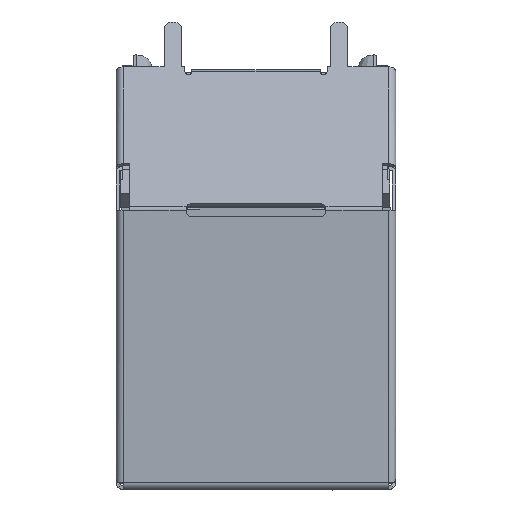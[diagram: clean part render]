
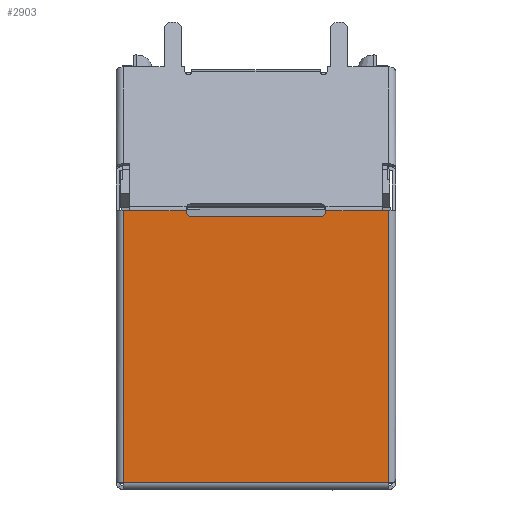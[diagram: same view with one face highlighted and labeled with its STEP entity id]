
A CAD part, top view. The second image highlights one B-rep face of the part: STEP entity #2903.
In plain terms, the highlighted planar face has unit normal (0, 0, 1).
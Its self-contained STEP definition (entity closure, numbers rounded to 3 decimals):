
#2903=ADVANCED_FACE('',(#7093),#7094,.T.);
#7093=FACE_OUTER_BOUND('',#10562,.T.);
#7094=PLANE('',#10563);
#10562=EDGE_LOOP('',(#19066,#19067,#19068,#19069,#19070,#19071,#19072,#19073,#19074,#19075,#19076,#19077,#19078,#19079));
#10563=AXIS2_PLACEMENT_3D('',#19080,#19081,#19082);
#19066=ORIENTED_EDGE('',*,*,#28013,.F.);
#19067=ORIENTED_EDGE('',*,*,#28014,.F.);
#19068=ORIENTED_EDGE('',*,*,#28015,.F.);
#19069=ORIENTED_EDGE('',*,*,#28016,.T.);
#19070=ORIENTED_EDGE('',*,*,#28006,.T.);
#19071=ORIENTED_EDGE('',*,*,#28017,.T.);
#19072=ORIENTED_EDGE('',*,*,#28018,.T.);
#19073=ORIENTED_EDGE('',*,*,#28019,.T.);
#19074=ORIENTED_EDGE('',*,*,#28020,.T.);
#19075=ORIENTED_EDGE('',*,*,#28021,.T.);
#19076=ORIENTED_EDGE('',*,*,#28009,.T.);
#19077=ORIENTED_EDGE('',*,*,#28022,.F.);
#19078=ORIENTED_EDGE('',*,*,#28023,.T.);
#19079=ORIENTED_EDGE('',*,*,#27998,.T.);
#19080=CARTESIAN_POINT('',(0.,0.,8.35));
#19081=DIRECTION('',(0.,0.,1.0));
#19082=DIRECTION('',(0.,-1.0,0.));
#27998=EDGE_CURVE('',#33972,#33970,#33973,.T.);
#28006=EDGE_CURVE('',#33981,#33985,#33987,.T.);
#28009=EDGE_CURVE('',#33993,#33991,#33994,.T.);
#28013=EDGE_CURVE('',#33998,#33970,#33999,.T.);
#28014=EDGE_CURVE('',#34000,#33998,#34001,.T.);
#28015=EDGE_CURVE('',#34002,#34000,#34003,.T.);
#28016=EDGE_CURVE('',#34002,#33981,#34004,.T.);
#28017=EDGE_CURVE('',#33985,#34005,#34006,.T.);
#28018=EDGE_CURVE('',#34005,#34007,#34008,.T.);
#28019=EDGE_CURVE('',#34007,#34009,#34010,.T.);
#28020=EDGE_CURVE('',#34009,#34011,#34012,.T.);
#28021=EDGE_CURVE('',#34011,#33993,#34013,.T.);
#28022=EDGE_CURVE('',#34014,#33991,#34015,.T.);
#28023=EDGE_CURVE('',#34014,#33972,#34016,.T.);
#33970=VERTEX_POINT('',#41517);
#33972=VERTEX_POINT('',#41522);
#33973=LINE('',#41523,#41524);
#33981=VERTEX_POINT('',#41536);
#33985=VERTEX_POINT('',#41542);
#33987=LINE('',#41545,#41546);
#33991=VERTEX_POINT('',#41551);
#33993=VERTEX_POINT('',#41554);
#33994=LINE('',#41555,#41556);
#33998=VERTEX_POINT('',#41561);
#33999=CIRCLE('',#41562,0.3);
#34000=VERTEX_POINT('',#41563);
#34001=LINE('',#41564,#41565);
#34002=VERTEX_POINT('',#41566);
#34003=CIRCLE('',#41567,0.3);
#34004=LINE('',#41568,#41569);
#34005=VERTEX_POINT('',#41570);
#34006=LINE('',#41571,#41572);
#34007=VERTEX_POINT('',#41573);
#34008=LINE('',#41574,#41575);
#34009=VERTEX_POINT('',#41576);
#34010=LINE('',#41577,#41578);
#34011=VERTEX_POINT('',#41579);
#34012=LINE('',#41580,#41581);
#34013=LINE('',#41582,#41583);
#34014=VERTEX_POINT('',#41584);
#34015=LINE('',#41585,#41586);
#34016=LINE('',#41587,#41588);
#41517=CARTESIAN_POINT('',(3.999,7.763,8.35));
#41522=CARTESIAN_POINT('',(7.245,7.763,8.35));
#41523=CARTESIAN_POINT('',(7.245,7.763,8.35));
#41524=VECTOR('',#48041,1000.0);
#41536=CARTESIAN_POINT('',(-7.245,7.763,8.35));
#41542=CARTESIAN_POINT('',(-7.247,7.763,8.35));
#41545=CARTESIAN_POINT('',(7.247,7.763,8.35));
#41546=VECTOR('',#48052,1000.0);
#41551=CARTESIAN_POINT('',(7.247,7.795,8.35));
#41554=CARTESIAN_POINT('',(7.6,7.795,8.35));
#41555=CARTESIAN_POINT('',(7.6,7.795,8.35));
#41556=VECTOR('',#48055,1000.0);
#41561=CARTESIAN_POINT('',(3.7,7.434,8.35));
#41562=AXIS2_PLACEMENT_3D('',#48063,#48064,#48065);
#41563=CARTESIAN_POINT('',(-3.7,7.434,8.35));
#41564=CARTESIAN_POINT('',(0.,7.434,8.35));
#41565=VECTOR('',#48066,1000.0);
#41566=CARTESIAN_POINT('',(-3.999,7.763,8.35));
#41567=AXIS2_PLACEMENT_3D('',#48067,#48068,#48069);
#41568=CARTESIAN_POINT('',(7.245,7.763,8.35));
#41569=VECTOR('',#48070,1000.0);
#41570=CARTESIAN_POINT('',(-7.247,7.795,8.35));
#41571=CARTESIAN_POINT('',(-7.247,7.763,8.35));
#41572=VECTOR('',#48071,1000.0);
#41573=CARTESIAN_POINT('',(-7.6,7.795,8.35));
#41574=CARTESIAN_POINT('',(7.6,7.795,8.35));
#41575=VECTOR('',#48072,1000.0);
#41576=CARTESIAN_POINT('',(-7.6,-7.805,8.35));
#41577=CARTESIAN_POINT('',(-7.6,-8.014,8.35));
#41578=VECTOR('',#48073,1000.0);
#41579=CARTESIAN_POINT('',(7.6,-7.805,8.35));
#41580=CARTESIAN_POINT('',(-7.6,-7.805,8.35));
#41581=VECTOR('',#48074,1000.0);
#41582=CARTESIAN_POINT('',(7.6,-8.014,8.35));
#41583=VECTOR('',#48075,1000.0);
#41584=CARTESIAN_POINT('',(7.247,7.763,8.35));
#41585=CARTESIAN_POINT('',(7.247,7.763,8.35));
#41586=VECTOR('',#48076,1000.0);
#41587=CARTESIAN_POINT('',(7.247,7.763,8.35));
#41588=VECTOR('',#48077,1000.0);
#48041=DIRECTION('',(-1.0,0.,0.));
#48052=DIRECTION('',(-1.0,0.,0.));
#48055=DIRECTION('',(-1.0,0.,0.));
#48063=CARTESIAN_POINT('',(3.7,7.734,8.35));
#48064=DIRECTION('',(0.,0.,1.0));
#48065=DIRECTION('',(0.,-1.0,0.));
#48066=DIRECTION('',(1.0,0.,0.));
#48067=CARTESIAN_POINT('',(-3.7,7.734,8.35));
#48068=DIRECTION('',(0.,0.,1.0));
#48069=DIRECTION('',(0.,-1.0,0.));
#48070=DIRECTION('',(-1.0,0.,0.));
#48071=DIRECTION('',(0.,1.0,0.));
#48072=DIRECTION('',(-1.0,0.,0.));
#48073=DIRECTION('',(0.,-1.0,0.));
#48074=DIRECTION('',(1.0,0.,0.));
#48075=DIRECTION('',(0.,1.0,0.));
#48076=DIRECTION('',(0.,1.0,0.));
#48077=DIRECTION('',(-1.0,0.,0.));
